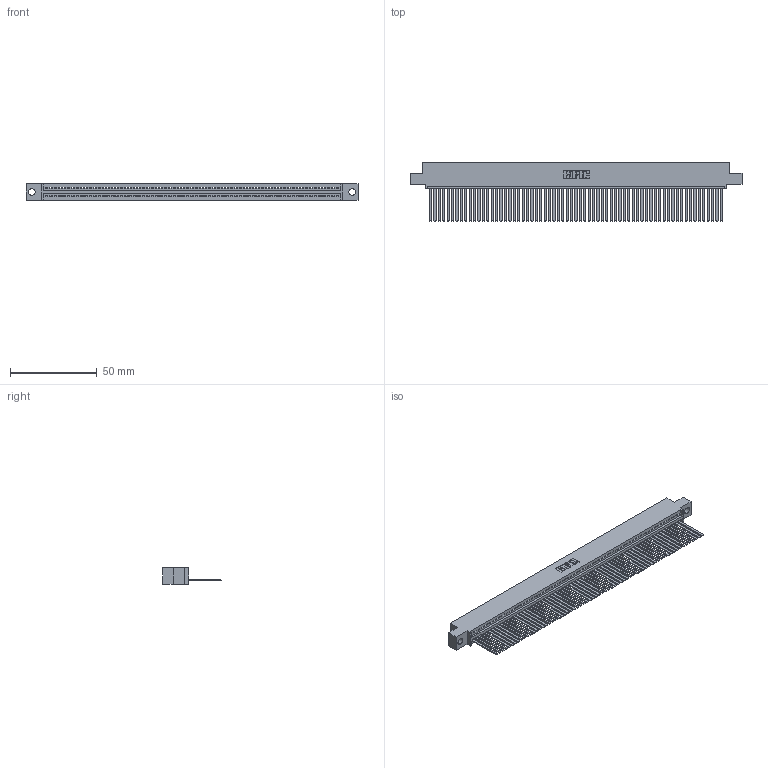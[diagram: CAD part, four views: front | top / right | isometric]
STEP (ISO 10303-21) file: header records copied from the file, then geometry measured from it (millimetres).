
FILE_DESCRIPTION (( 'STEP AP203' ), '1' );
FILE_NAME ('395-067-544-404.STEP', '2018-11-25T10:43:55', ( '' ), ( '' ), 'SwSTEP 2.0', 'SolidWorks 2016', '' );
FILE_SCHEMA (( 'CONFIG_CONTROL_DESIGN' ));
Length unit declared in the file: inch
Products named in the file (3): 345 Part_0.110 Offset - 0.156 Dia-TH; 345-292-001_345-293-144; 395-067-544-404
Assembly tree (68 placements, depth 2):
  395-067-544-404
    345 Part_0.110 Offset - 0.156 Dia-TH
    345-292-001_345-293-144  x67
Bounding box: 191.39 x 33.96 x 9.4 mm (x, y, z)
Volume: 18997.8 mm3; surface area: 27806.3 mm2
Topology: 68 solids, 68 shells, 3614 faces, 10939 edges, 7202 vertices
Faces by surface type: plane 2496, cylinder 1118
Entity records: 47011 total; most frequent: ORIENTED_EDGE 8150, CARTESIAN_POINT 8149, DIRECTION 7077, EDGE_CURVE 4075, VECTOR 3679, LINE 3679, VERTEX_POINT 2714, AXIS2_PLACEMENT_3D 1699
